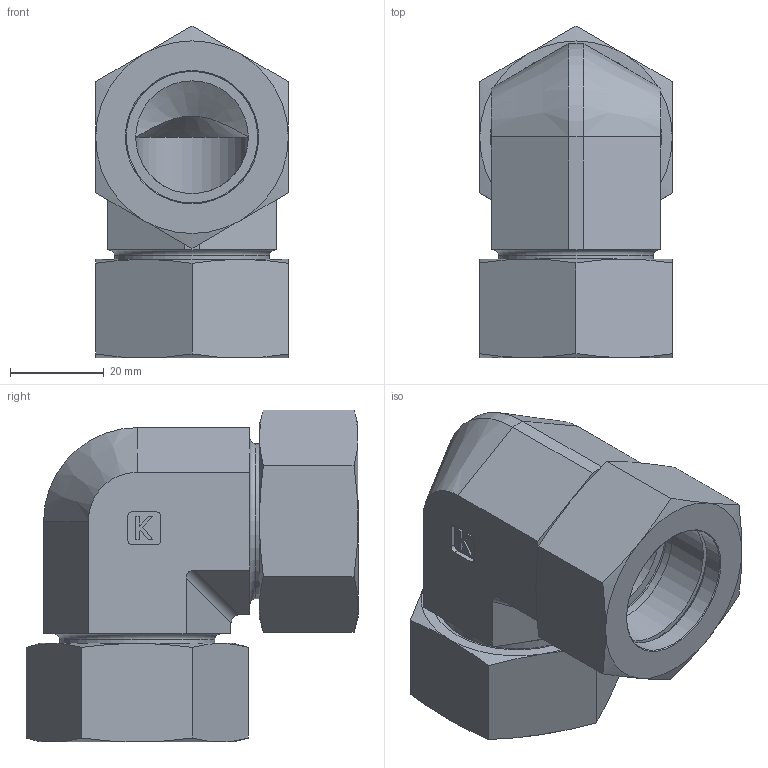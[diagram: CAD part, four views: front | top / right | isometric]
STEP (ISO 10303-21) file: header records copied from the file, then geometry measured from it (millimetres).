
FILE_DESCRIPTION(/* description */ (''),/* implementation_level */ '2;1');
FILE_NAME(/* name */ '361283636.stp',/* time_stamp */ '2018-04-06T09:05:50+02:00',/* author */ ('User'),/* organization */ (''),/* preprocessor_version */ 'ST-DEVELOPER v16.5',/* originating_system */ 'Autodesk Inventor 2017',/* authorisation */ '');
FILE_SCHEMA (('AUTOMOTIVE_DESIGN { 1 0 10303 214 3 1 1 }'));
Length unit declared in the file: millimetre
Products named in the file (4): 361 28 3636; 351 28 3636; 391 28 36; 40 128
Assembly tree (5 placements, depth 2):
  361 28 3636
    351 28 3636
    391 28 36  x2
    40 128  x2
Bounding box: 41 x 70.67 x 70.67 mm (x, y, z)
Volume: 72639.1 mm3; surface area: 33437.8 mm2
Topology: 5 solids, 5 shells, 138 faces, 319 edges, 201 vertices
Faces by surface type: plane 58, cone 48, cylinder 26, torus 6
Full cylindrical faces by diameter (mm): 24 x2, 28 x6, 30.3 x2, 33 x4, 33.835 x2, 36 x2
Entity records: 2957 total; most frequent: CARTESIAN_POINT 531, DIRECTION 476, ORIENTED_EDGE 400, EDGE_CURVE 200, AXIS2_PLACEMENT_3D 185, EDGE_LOOP 146, VERTEX_POINT 140, STYLED_ITEM 110
